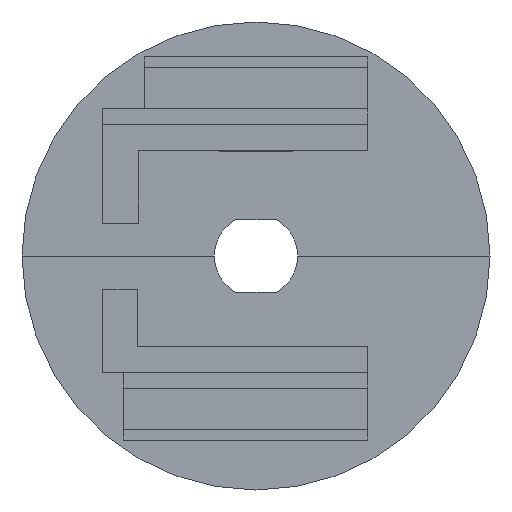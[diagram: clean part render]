
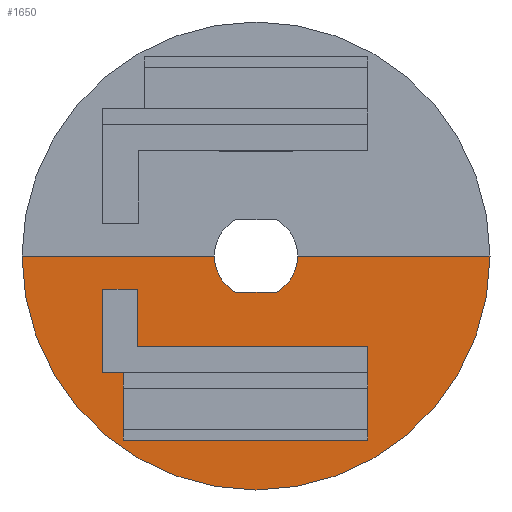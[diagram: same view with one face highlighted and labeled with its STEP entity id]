
A CAD part, left-side view. The second image highlights one B-rep face of the part: STEP entity #1650.
In plain terms, the highlighted planar face has unit normal (-1, 0, 0).
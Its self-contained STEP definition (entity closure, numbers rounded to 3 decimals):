
#49=FACE_BOUND('',#239,.T.);
#81=CIRCLE('',#1771,22.5);
#82=CIRCLE('',#1772,4.);
#83=CIRCLE('',#1773,4.);
#145=FACE_OUTER_BOUND('',#238,.T.);
#238=EDGE_LOOP('',(#1322,#1323,#1324,#1325,#1326,#1327));
#239=EDGE_LOOP('',(#1328,#1329,#1330,#1331,#1332,#1333,#1334,#1335));
#385=LINE('',#2527,#579);
#388=LINE('',#2534,#582);
#395=LINE('',#2551,#589);
#396=LINE('',#2555,#590);
#397=LINE('',#2558,#591);
#398=LINE('',#2560,#592);
#399=LINE('',#2562,#593);
#400=LINE('',#2563,#594);
#401=LINE('',#2565,#595);
#402=LINE('',#2567,#596);
#403=LINE('',#2568,#597);
#579=VECTOR('',#2061,10.);
#582=VECTOR('',#2066,10.);
#589=VECTOR('',#2077,10.);
#590=VECTOR('',#2080,10.);
#591=VECTOR('',#2083,10.);
#592=VECTOR('',#2084,10.);
#593=VECTOR('',#2085,10.);
#594=VECTOR('',#2086,10.);
#595=VECTOR('',#2087,10.);
#596=VECTOR('',#2088,10.);
#597=VECTOR('',#2089,10.);
#756=VERTEX_POINT('',#2524);
#757=VERTEX_POINT('',#2526);
#758=VERTEX_POINT('',#2530);
#760=VERTEX_POINT('',#2533);
#766=VERTEX_POINT('',#2547);
#767=VERTEX_POINT('',#2548);
#768=VERTEX_POINT('',#2550);
#769=VERTEX_POINT('',#2552);
#770=VERTEX_POINT('',#2554);
#771=VERTEX_POINT('',#2556);
#772=VERTEX_POINT('',#2559);
#773=VERTEX_POINT('',#2561);
#774=VERTEX_POINT('',#2564);
#775=VERTEX_POINT('',#2566);
#954=EDGE_CURVE('',#757,#756,#385,.T.);
#957=EDGE_CURVE('',#760,#758,#388,.T.);
#964=EDGE_CURVE('',#766,#767,#81,.T.);
#965=EDGE_CURVE('',#767,#768,#395,.T.);
#966=EDGE_CURVE('',#768,#769,#82,.T.);
#967=EDGE_CURVE('',#769,#770,#396,.T.);
#968=EDGE_CURVE('',#770,#771,#83,.T.);
#969=EDGE_CURVE('',#771,#766,#397,.T.);
#970=EDGE_CURVE('',#772,#760,#398,.T.);
#971=EDGE_CURVE('',#758,#773,#399,.T.);
#972=EDGE_CURVE('',#773,#757,#400,.T.);
#973=EDGE_CURVE('',#756,#774,#401,.T.);
#974=EDGE_CURVE('',#775,#774,#402,.T.);
#975=EDGE_CURVE('',#772,#775,#403,.T.);
#1322=ORIENTED_EDGE('',*,*,#964,.T.);
#1323=ORIENTED_EDGE('',*,*,#965,.T.);
#1324=ORIENTED_EDGE('',*,*,#966,.T.);
#1325=ORIENTED_EDGE('',*,*,#967,.T.);
#1326=ORIENTED_EDGE('',*,*,#968,.T.);
#1327=ORIENTED_EDGE('',*,*,#969,.T.);
#1328=ORIENTED_EDGE('',*,*,#970,.T.);
#1329=ORIENTED_EDGE('',*,*,#957,.T.);
#1330=ORIENTED_EDGE('',*,*,#971,.T.);
#1331=ORIENTED_EDGE('',*,*,#972,.T.);
#1332=ORIENTED_EDGE('',*,*,#954,.T.);
#1333=ORIENTED_EDGE('',*,*,#973,.T.);
#1334=ORIENTED_EDGE('',*,*,#974,.F.);
#1335=ORIENTED_EDGE('',*,*,#975,.F.);
#1578=PLANE('',#1770);
#1650=ADVANCED_FACE('',(#145,#49),#1578,.F.);
#1770=AXIS2_PLACEMENT_3D('',#2546,#2073,#2074);
#1771=AXIS2_PLACEMENT_3D('',#2549,#2075,#2076);
#1772=AXIS2_PLACEMENT_3D('',#2553,#2078,#2079);
#1773=AXIS2_PLACEMENT_3D('',#2557,#2081,#2082);
#2061=DIRECTION('',(0.,-1.,0.));
#2066=DIRECTION('',(0.,0.,1.));
#2073=DIRECTION('center_axis',(1.,0.,0.));
#2074=DIRECTION('ref_axis',(0.,1.,0.));
#2075=DIRECTION('center_axis',(-1.,0.,0.));
#2076=DIRECTION('ref_axis',(0.,-1.,0.));
#2077=DIRECTION('',(0.,1.,0.));
#2078=DIRECTION('center_axis',(1.,0.,0.));
#2079=DIRECTION('ref_axis',(0.,1.,0.));
#2080=DIRECTION('',(0.,1.,0.));
#2081=DIRECTION('center_axis',(1.,0.,0.));
#2082=DIRECTION('ref_axis',(0.,1.,0.));
#2083=DIRECTION('',(0.,1.,0.));
#2084=DIRECTION('',(0.,1.,0.));
#2085=DIRECTION('',(0.,1.,0.));
#2086=DIRECTION('',(0.,0.,1.));
#2087=DIRECTION('',(0.,0.,-1.));
#2088=DIRECTION('',(0.,1.,0.));
#2089=DIRECTION('',(0.,0.,1.));
#2524=CARTESIAN_POINT('',(84.05,11.388,-3.2));
#2526=CARTESIAN_POINT('',(84.05,14.75,-3.2));
#2527=CARTESIAN_POINT('',(84.05,6.534,-3.2));
#2530=CARTESIAN_POINT('',(84.05,12.75,-11.2));
#2533=CARTESIAN_POINT('',(84.05,12.75,-17.7));
#2534=CARTESIAN_POINT('',(84.05,12.75,-4.35));
#2546=CARTESIAN_POINT('Origin',(84.05,0.,0.));
#2547=CARTESIAN_POINT('',(84.05,22.5,0.));
#2548=CARTESIAN_POINT('',(84.05,-22.5,0.));
#2549=CARTESIAN_POINT('Origin',(84.05,0.,0.));
#2550=CARTESIAN_POINT('',(84.05,-4.,0.));
#2551=CARTESIAN_POINT('',(84.05,-30.,0.));
#2552=CARTESIAN_POINT('',(84.05,-1.936,-3.5));
#2553=CARTESIAN_POINT('Origin',(84.05,0.,0.));
#2554=CARTESIAN_POINT('',(84.05,1.936,-3.5));
#2555=CARTESIAN_POINT('',(84.05,0.968,-3.5));
#2556=CARTESIAN_POINT('',(84.05,4.,0.));
#2557=CARTESIAN_POINT('Origin',(84.05,0.,0.));
#2558=CARTESIAN_POINT('',(84.05,-30.,0.));
#2559=CARTESIAN_POINT('',(84.05,-10.749,-17.7));
#2560=CARTESIAN_POINT('',(84.05,5.375,-17.7));
#2561=CARTESIAN_POINT('',(84.05,14.75,-11.2));
#2562=CARTESIAN_POINT('',(84.05,5.375,-11.2));
#2563=CARTESIAN_POINT('',(84.05,14.75,-4.35));
#2564=CARTESIAN_POINT('',(84.05,11.388,-8.7));
#2565=CARTESIAN_POINT('',(84.05,11.388,-4.35));
#2566=CARTESIAN_POINT('',(84.05,-10.749,-8.7));
#2567=CARTESIAN_POINT('',(84.05,0.,-8.7));
#2568=CARTESIAN_POINT('',(84.05,-10.749,-4.35));
